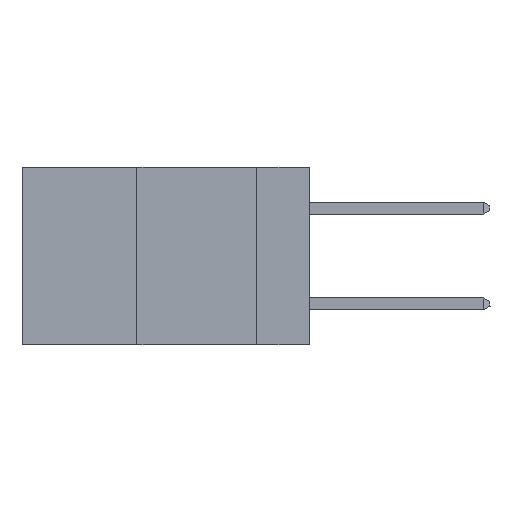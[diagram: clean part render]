
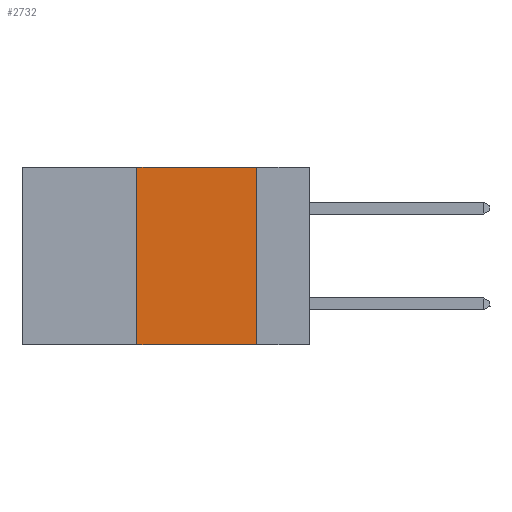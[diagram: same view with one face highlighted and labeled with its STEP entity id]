
A CAD part, left-side view. The second image highlights one B-rep face of the part: STEP entity #2732.
In plain terms, the highlighted planar face has unit normal (-1, 0, 0).
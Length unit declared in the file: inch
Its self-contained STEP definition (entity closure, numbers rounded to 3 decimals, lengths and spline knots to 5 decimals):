
#222 = ORIENTED_EDGE ( 'NONE', *, *, #16133, .T. ) ;
#291 = ORIENTED_EDGE ( 'NONE', *, *, #11535, .F. ) ;
#1205 = VECTOR ( 'NONE', #3550, 39.37008 ) ;
#1611 = CARTESIAN_POINT ( 'NONE',  ( 0., 0.36, 0. ) ) ;
#1749 = LINE ( 'NONE', #20246, #1205 ) ;
#2732 = ADVANCED_FACE ( 'NONE', ( #21499 ), #14015, .F. ) ;
#3381 = DIRECTION ( 'NONE',  ( 0., 0., 1. ) ) ;
#3550 = DIRECTION ( 'NONE',  ( 0., 0., -1. ) ) ;
#3783 = CARTESIAN_POINT ( 'NONE',  ( 0., 0.36, -0.37 ) ) ;
#4134 = VERTEX_POINT ( 'NONE', #3783 ) ;
#4554 = LINE ( 'NONE', #7222, #17996 ) ;
#4699 = VECTOR ( 'NONE', #3381, 39.37008 ) ;
#4934 = EDGE_LOOP ( 'NONE', ( #291, #6880, #15524, #222 ) ) ;
#5482 = CARTESIAN_POINT ( 'NONE',  ( 0., 0.11, 0. ) ) ;
#6880 = ORIENTED_EDGE ( 'NONE', *, *, #16302, .F. ) ;
#7222 = CARTESIAN_POINT ( 'NONE',  ( 0., 0.6, 0. ) ) ;
#7540 = AXIS2_PLACEMENT_3D ( 'NONE', #14337, #12373, #12265 ) ;
#8209 = VECTOR ( 'NONE', #18500, 39.37008 ) ;
#8237 = EDGE_CURVE ( 'NONE', #4134, #9534, #18143, .T. ) ;
#8385 = CARTESIAN_POINT ( 'NONE',  ( 0., 0.6, -0.37 ) ) ;
#9534 = VERTEX_POINT ( 'NONE', #21179 ) ;
#11034 = VERTEX_POINT ( 'NONE', #5482 ) ;
#11535 = EDGE_CURVE ( 'NONE', #11034, #21006, #1749, .T. ) ;
#12265 = DIRECTION ( 'NONE',  ( 0., 0., -1. ) ) ;
#12373 = DIRECTION ( 'NONE',  ( 1., 0., 0. ) ) ;
#14015 = PLANE ( 'NONE',  #7540 ) ;
#14337 = CARTESIAN_POINT ( 'NONE',  ( 0., 0.6, 0. ) ) ;
#15524 = ORIENTED_EDGE ( 'NONE', *, *, #8237, .F. ) ;
#16133 = EDGE_CURVE ( 'NONE', #4134, #21006, #17234, .T. ) ;
#16302 = EDGE_CURVE ( 'NONE', #9534, #11034, #4554, .T. ) ;
#17234 = LINE ( 'NONE', #8385, #8209 ) ;
#17996 = VECTOR ( 'NONE', #19001, 39.37008 ) ;
#18143 = LINE ( 'NONE', #1611, #4699 ) ;
#18500 = DIRECTION ( 'NONE',  ( 0., -1., 0. ) ) ;
#19001 = DIRECTION ( 'NONE',  ( 0., -1., 0. ) ) ;
#19155 = CARTESIAN_POINT ( 'NONE',  ( 0., 0.11, -0.37 ) ) ;
#20246 = CARTESIAN_POINT ( 'NONE',  ( 0., 0.11, 0. ) ) ;
#21006 = VERTEX_POINT ( 'NONE', #19155 ) ;
#21179 = CARTESIAN_POINT ( 'NONE',  ( 0., 0.36, 0. ) ) ;
#21499 = FACE_OUTER_BOUND ( 'NONE', #4934, .T. ) ;
